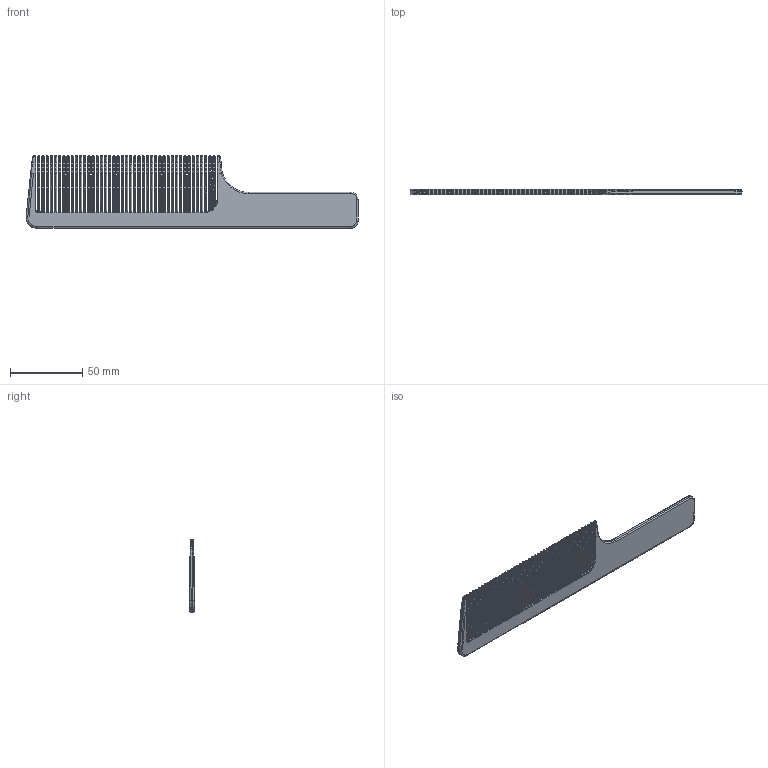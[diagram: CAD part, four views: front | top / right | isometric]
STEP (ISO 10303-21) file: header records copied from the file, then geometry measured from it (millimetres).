
FILE_DESCRIPTION(/* description */ (''),/* implementation_level */ '2;1');
FILE_NAME(/* name */ 'flat top v11.step',/* time_stamp */ '2024-07-23T15:52:45-04:00',/* author */ (''),/* organization */ (''),/* preprocessor_version */ 'ST-DEVELOPER v20',/* originating_system */ 'Autodesk Translation Framework v13.14.0.145',/* authorisation */ '');
FILE_SCHEMA (('AUTOMOTIVE_DESIGN { 1 0 10303 214 3 1 1 }'));
Products named in the file (1): flat top
Bounding box: 230.36 x 3.76 x 50.5 mm (x, y, z)
Volume: 21645.8 mm3; surface area: 23121 mm2
Topology: 1 solids, 1 shells, 1711 faces, 3937 edges, 2229 vertices
Faces by surface type: cylinder 530, bspline 522, plane 381, cone 278
Entity records: 59016 total; most frequent: CARTESIAN_POINT 21834, ORIENTED_EDGE 7866, DIRECTION 7588, EDGE_CURVE 3933, AXIS2_PLACEMENT_3D 2863, VERTEX_POINT 2229, LINE 1862, VECTOR 1862
